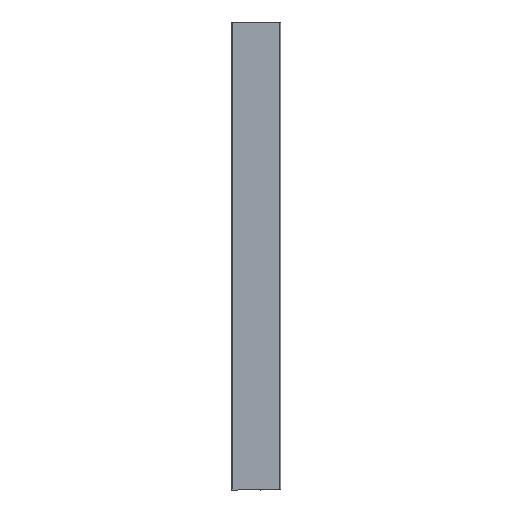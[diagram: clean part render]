
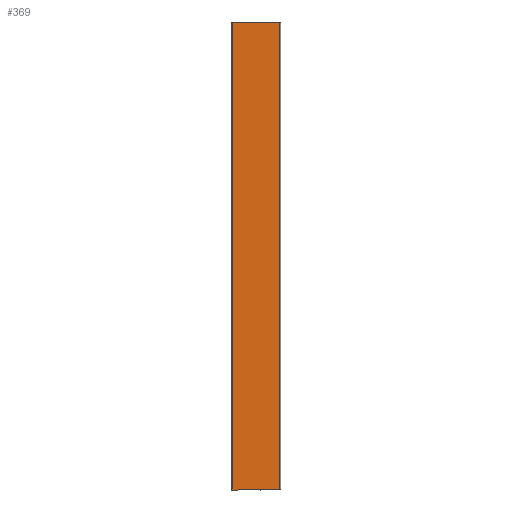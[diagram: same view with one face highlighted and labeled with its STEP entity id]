
A CAD part, left-side view. The second image highlights one B-rep face of the part: STEP entity #369.
In plain terms, the highlighted planar face has unit normal (-1, 0, 0).
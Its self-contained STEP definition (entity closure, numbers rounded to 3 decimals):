
#80 = CARTESIAN_POINT ( 'NONE',  ( 0., 87., 2000. ) ) ;
#115 = DIRECTION ( 'NONE',  ( 0., 1., 0. ) ) ;
#122 = CARTESIAN_POINT ( 'NONE',  ( 0., -117., 2000. ) ) ;
#186 = LINE ( 'NONE', #540, #2156 ) ;
#215 = AXIS2_PLACEMENT_3D ( 'NONE', #2131, #1955, #772 ) ;
#216 = LINE ( 'NONE', #1712, #1029 ) ;
#272 = CARTESIAN_POINT ( 'NONE',  ( 0., -117., 2000. ) ) ;
#294 = VERTEX_POINT ( 'NONE', #791 ) ;
#349 = DIRECTION ( 'NONE',  ( 0., 1., 0. ) ) ;
#369 = ADVANCED_FACE ( 'NONE', ( #2008 ), #936, .T. ) ;
#411 = VERTEX_POINT ( 'NONE', #122 ) ;
#426 = ORIENTED_EDGE ( 'NONE', *, *, #1555, .F. ) ;
#510 = VERTEX_POINT ( 'NONE', #1394 ) ;
#540 = CARTESIAN_POINT ( 'NONE',  ( 0., -117., 0. ) ) ;
#586 = DIRECTION ( 'NONE',  ( 0., 0., -1. ) ) ;
#751 = ORIENTED_EDGE ( 'NONE', *, *, #1909, .T. ) ;
#772 = DIRECTION ( 'NONE',  ( 0., 0., 1. ) ) ;
#791 = CARTESIAN_POINT ( 'NONE',  ( 0., -117., 0. ) ) ;
#898 = VECTOR ( 'NONE', #115, 1000. ) ;
#936 = PLANE ( 'NONE',  #215 ) ;
#1029 = VECTOR ( 'NONE', #1883, 1000. ) ;
#1150 = VECTOR ( 'NONE', #586, 1000. ) ;
#1338 = LINE ( 'NONE', #272, #898 ) ;
#1394 = CARTESIAN_POINT ( 'NONE',  ( 0., 87., 0. ) ) ;
#1555 = EDGE_CURVE ( 'NONE', #294, #510, #186, .T. ) ;
#1574 = CARTESIAN_POINT ( 'NONE',  ( 0., 87., 2000. ) ) ;
#1657 = EDGE_CURVE ( 'NONE', #411, #294, #216, .T. ) ;
#1662 = ORIENTED_EDGE ( 'NONE', *, *, #1798, .T. ) ;
#1668 = ORIENTED_EDGE ( 'NONE', *, *, #1657, .F. ) ;
#1712 = CARTESIAN_POINT ( 'NONE',  ( 0., -117., 2000. ) ) ;
#1774 = VERTEX_POINT ( 'NONE', #80 ) ;
#1798 = EDGE_CURVE ( 'NONE', #1774, #510, #2013, .T. ) ;
#1883 = DIRECTION ( 'NONE',  ( 0., 0., -1. ) ) ;
#1909 = EDGE_CURVE ( 'NONE', #411, #1774, #1338, .T. ) ;
#1955 = DIRECTION ( 'NONE',  ( -1., 0., 0. ) ) ;
#1967 = EDGE_LOOP ( 'NONE', ( #426, #1668, #751, #1662 ) ) ;
#2008 = FACE_OUTER_BOUND ( 'NONE', #1967, .T. ) ;
#2013 = LINE ( 'NONE', #1574, #1150 ) ;
#2131 = CARTESIAN_POINT ( 'NONE',  ( 0., -117., 2000. ) ) ;
#2156 = VECTOR ( 'NONE', #349, 1000. ) ;
